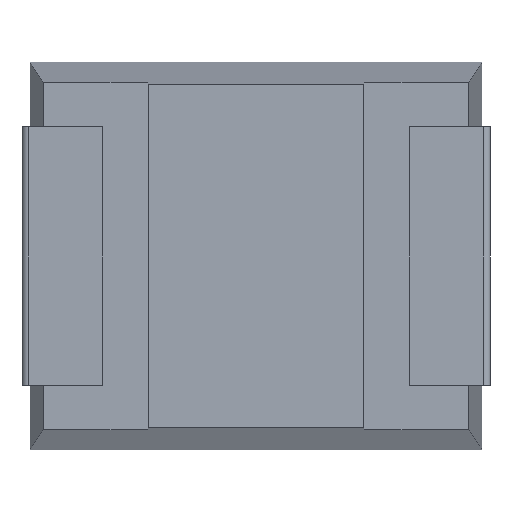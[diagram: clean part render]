
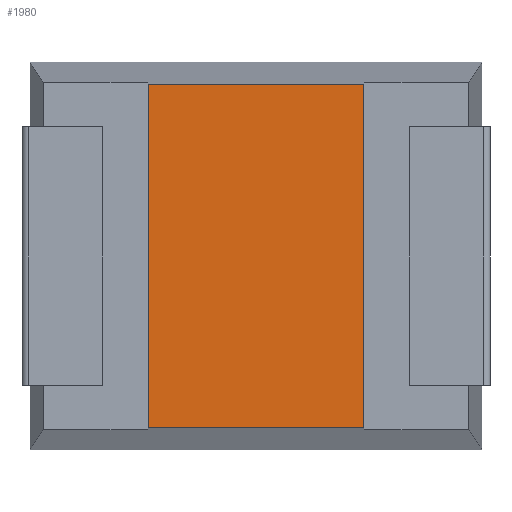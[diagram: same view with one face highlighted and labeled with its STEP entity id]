
A CAD part, front view. The second image highlights one B-rep face of the part: STEP entity #1980.
In plain terms, the highlighted planar face has unit normal (0, -1, 0).
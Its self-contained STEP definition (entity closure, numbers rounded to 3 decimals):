
#14 = VECTOR ( 'NONE', #1048, 1000. ) ;
#36 = VECTOR ( 'NONE', #3266, 1000. ) ;
#193 = VECTOR ( 'NONE', #1610, 1000. ) ;
#217 = EDGE_CURVE ( 'NONE', #2039, #501, #400, .T. ) ;
#291 = EDGE_CURVE ( 'NONE', #2039, #957, #2375, .T. ) ;
#362 = CARTESIAN_POINT ( 'NONE',  ( 1.92, 0., -5.94 ) ) ;
#400 = LINE ( 'NONE', #1668, #36 ) ;
#501 = VERTEX_POINT ( 'NONE', #1773 ) ;
#519 = CARTESIAN_POINT ( 'NONE',  ( 5.42, 0., -6.3 ) ) ;
#957 = VERTEX_POINT ( 'NONE', #2516 ) ;
#1048 = DIRECTION ( 'NONE',  ( 1., 0., 0. ) ) ;
#1242 = ORIENTED_EDGE ( 'NONE', *, *, #2370, .T. ) ;
#1567 = CARTESIAN_POINT ( 'NONE',  ( 0., 0., -5.94 ) ) ;
#1610 = DIRECTION ( 'NONE',  ( 0., 0., 1. ) ) ;
#1667 = VECTOR ( 'NONE', #2106, 1000. ) ;
#1668 = CARTESIAN_POINT ( 'NONE',  ( 1.92, 0., -6.3 ) ) ;
#1721 = PLANE ( 'NONE',  #2146 ) ;
#1773 = CARTESIAN_POINT ( 'NONE',  ( 1.92, 0., -0.36 ) ) ;
#1980 = ADVANCED_FACE ( 'NONE', ( #2232 ), #1721, .T. ) ;
#2039 = VERTEX_POINT ( 'NONE', #362 ) ;
#2106 = DIRECTION ( 'NONE',  ( 1., 0., 0. ) ) ;
#2146 = AXIS2_PLACEMENT_3D ( 'NONE', #3003, #3281, #2454 ) ;
#2232 = FACE_OUTER_BOUND ( 'NONE', #2260, .T. ) ;
#2260 = EDGE_LOOP ( 'NONE', ( #1242, #2998, #3238, #3186 ) ) ;
#2271 = CARTESIAN_POINT ( 'NONE',  ( 5.42, 0., -0.36 ) ) ;
#2370 = EDGE_CURVE ( 'NONE', #957, #3179, #3227, .T. ) ;
#2375 = LINE ( 'NONE', #1567, #1667 ) ;
#2454 = DIRECTION ( 'NONE',  ( 0., 0., -1. ) ) ;
#2516 = CARTESIAN_POINT ( 'NONE',  ( 5.42, 0., -5.94 ) ) ;
#2898 = LINE ( 'NONE', #3167, #14 ) ;
#2965 = EDGE_CURVE ( 'NONE', #501, #3179, #2898, .T. ) ;
#2998 = ORIENTED_EDGE ( 'NONE', *, *, #2965, .F. ) ;
#3003 = CARTESIAN_POINT ( 'NONE',  ( 0., 0., 0. ) ) ;
#3167 = CARTESIAN_POINT ( 'NONE',  ( 0., 0., -0.36 ) ) ;
#3179 = VERTEX_POINT ( 'NONE', #2271 ) ;
#3186 = ORIENTED_EDGE ( 'NONE', *, *, #291, .T. ) ;
#3227 = LINE ( 'NONE', #519, #193 ) ;
#3238 = ORIENTED_EDGE ( 'NONE', *, *, #217, .F. ) ;
#3266 = DIRECTION ( 'NONE',  ( 0., 0., 1. ) ) ;
#3281 = DIRECTION ( 'NONE',  ( 0., -1., 0. ) ) ;
